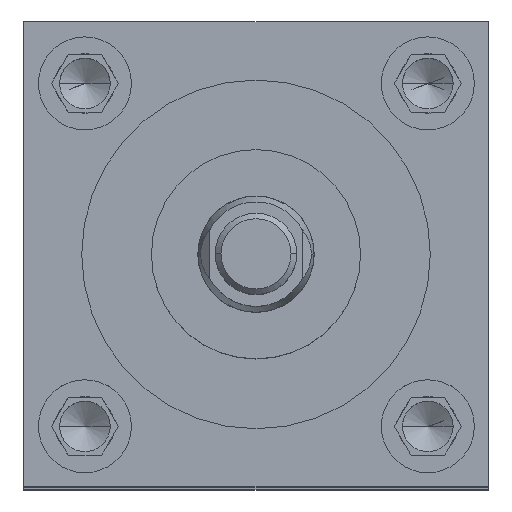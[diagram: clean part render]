
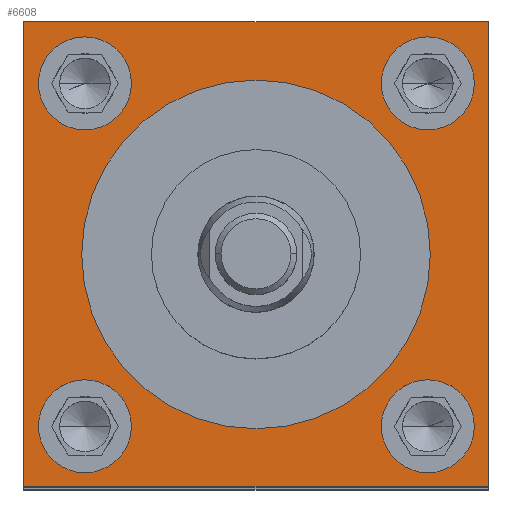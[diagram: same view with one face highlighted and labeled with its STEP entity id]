
A CAD part, top view. The second image highlights one B-rep face of the part: STEP entity #6608.
In plain terms, the highlighted planar face has unit normal (0, 0, 1).
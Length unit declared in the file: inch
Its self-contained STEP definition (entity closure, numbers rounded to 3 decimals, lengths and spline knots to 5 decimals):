
#64 = VERTEX_POINT ( 'NONE', #5023 ) ;
#129 = PLANE ( 'NONE',  #2508 ) ;
#153 = VERTEX_POINT ( 'NONE', #3571 ) ;
#157 = EDGE_CURVE ( 'NONE', #153, #64, #1184, .T. ) ;
#188 = EDGE_CURVE ( 'NONE', #6040, #6069, #823, .T. ) ;
#235 = DIRECTION ( 'NONE',  ( 0., 0., -1. ) ) ;
#337 = CARTESIAN_POINT ( 'NONE',  ( -1.17, -0.924, 9.625 ) ) ;
#345 = ORIENTED_EDGE ( 'NONE', *, *, #5158, .T. ) ;
#423 = ORIENTED_EDGE ( 'NONE', *, *, #4974, .F. ) ;
#439 = AXIS2_PLACEMENT_3D ( 'NONE', #579, #3177, #5454 ) ;
#452 = VECTOR ( 'NONE', #2278, 39.37008 ) ;
#483 = CARTESIAN_POINT ( 'NONE',  ( 0.924, -0.924, 9.625 ) ) ;
#488 = AXIS2_PLACEMENT_3D ( 'NONE', #5815, #4753, #923 ) ;
#501 = CARTESIAN_POINT ( 'NONE',  ( -1.25, 1.25, 9.625 ) ) ;
#530 = VERTEX_POINT ( 'NONE', #5134 ) ;
#579 = CARTESIAN_POINT ( 'NONE',  ( 0., 0., 9.625 ) ) ;
#629 = CARTESIAN_POINT ( 'NONE',  ( -1.25, -1.25, 9.625 ) ) ;
#689 = DIRECTION ( 'NONE',  ( 1., 0., 0. ) ) ;
#714 = DIRECTION ( 'NONE',  ( 0., 0., 1. ) ) ;
#724 = CARTESIAN_POINT ( 'NONE',  ( 0.924, 0.92, 9.625 ) ) ;
#767 = VERTEX_POINT ( 'NONE', #4448 ) ;
#797 = ORIENTED_EDGE ( 'NONE', *, *, #5583, .F. ) ;
#823 = LINE ( 'NONE', #1901, #5988 ) ;
#833 = CARTESIAN_POINT ( 'NONE',  ( -0.92, -0.924, 9.625 ) ) ;
#923 = DIRECTION ( 'NONE',  ( 1., 0., 0. ) ) ;
#1016 = CARTESIAN_POINT ( 'NONE',  ( 1.25, -1.25, 9.625 ) ) ;
#1098 = CARTESIAN_POINT ( 'NONE',  ( 1.174, 0.92, 9.625 ) ) ;
#1184 = CIRCLE ( 'NONE', #2439, 0.25 ) ;
#1259 = EDGE_CURVE ( 'NONE', #2131, #6040, #3226, .T. ) ;
#1306 = FACE_OUTER_BOUND ( 'NONE', #2360, .T. ) ;
#1325 = CARTESIAN_POINT ( 'NONE',  ( -0.92, 0.92, 9.625 ) ) ;
#1357 = CARTESIAN_POINT ( 'NONE',  ( 0., 0., 9.625 ) ) ;
#1529 = CIRCLE ( 'NONE', #3367, 0.25 ) ;
#1549 = LINE ( 'NONE', #1016, #2162 ) ;
#1554 = ORIENTED_EDGE ( 'NONE', *, *, #4961, .F. ) ;
#1693 = CIRCLE ( 'NONE', #4345, 0.25 ) ;
#1724 = VERTEX_POINT ( 'NONE', #1098 ) ;
#1885 = EDGE_CURVE ( 'NONE', #767, #1724, #1693, .T. ) ;
#1901 = CARTESIAN_POINT ( 'NONE',  ( -1.25, -1.25, 9.625 ) ) ;
#2007 = DIRECTION ( 'NONE',  ( 1., 0., 0. ) ) ;
#2131 = VERTEX_POINT ( 'NONE', #4821 ) ;
#2162 = VECTOR ( 'NONE', #3205, 39.37008 ) ;
#2177 = CARTESIAN_POINT ( 'NONE',  ( 1.174, -0.924, 9.625 ) ) ;
#2221 = ORIENTED_EDGE ( 'NONE', *, *, #157, .F. ) ;
#2270 = CARTESIAN_POINT ( 'NONE',  ( -1.25, 1.25, 9.625 ) ) ;
#2278 = DIRECTION ( 'NONE',  ( 0., -1., 0. ) ) ;
#2360 = EDGE_LOOP ( 'NONE', ( #5539, #5604, #4537, #345 ) ) ;
#2439 = AXIS2_PLACEMENT_3D ( 'NONE', #4719, #6805, #4682 ) ;
#2441 = CIRCLE ( 'NONE', #4282, 0.25 ) ;
#2508 = AXIS2_PLACEMENT_3D ( 'NONE', #2270, #235, #3976 ) ;
#2593 = ORIENTED_EDGE ( 'NONE', *, *, #4982, .F. ) ;
#2610 = EDGE_CURVE ( 'NONE', #5524, #530, #4083, .T. ) ;
#2651 = DIRECTION ( 'NONE',  ( -1., 0., 0. ) ) ;
#2876 = CARTESIAN_POINT ( 'NONE',  ( 0.924, -0.924, 9.625 ) ) ;
#2921 = CARTESIAN_POINT ( 'NONE',  ( -0.67, -0.924, 9.625 ) ) ;
#2997 = CARTESIAN_POINT ( 'NONE',  ( 1.25, 1.25, 9.625 ) ) ;
#3002 = DIRECTION ( 'NONE',  ( 0., 0., 1. ) ) ;
#3011 = DIRECTION ( 'NONE',  ( 1., 0., 0. ) ) ;
#3013 = AXIS2_PLACEMENT_3D ( 'NONE', #2876, #714, #3011 ) ;
#3017 = CIRCLE ( 'NONE', #4165, 0.25 ) ;
#3107 = CIRCLE ( 'NONE', #3331, 0.25 ) ;
#3123 = AXIS2_PLACEMENT_3D ( 'NONE', #1357, #6289, #4202 ) ;
#3177 = DIRECTION ( 'NONE',  ( 0., 0., 1. ) ) ;
#3205 = DIRECTION ( 'NONE',  ( 0., 1., 0. ) ) ;
#3208 = EDGE_CURVE ( 'NONE', #3728, #6643, #3107, .T. ) ;
#3226 = LINE ( 'NONE', #629, #452 ) ;
#3331 = AXIS2_PLACEMENT_3D ( 'NONE', #833, #3002, #5189 ) ;
#3367 = AXIS2_PLACEMENT_3D ( 'NONE', #6285, #6818, #6222 ) ;
#3519 = DIRECTION ( 'NONE',  ( 0., 0., 1. ) ) ;
#3570 = CIRCLE ( 'NONE', #3123, 0.9375 ) ;
#3571 = CARTESIAN_POINT ( 'NONE',  ( -0.67, 0.92, 9.625 ) ) ;
#3713 = CARTESIAN_POINT ( 'NONE',  ( 1.25, -1.25, 9.625 ) ) ;
#3728 = VERTEX_POINT ( 'NONE', #337 ) ;
#3790 = DIRECTION ( 'NONE',  ( 1., 0., 0. ) ) ;
#3976 = DIRECTION ( 'NONE',  ( -1., 0., 0. ) ) ;
#4083 = CIRCLE ( 'NONE', #439, 0.9375 ) ;
#4165 = AXIS2_PLACEMENT_3D ( 'NONE', #483, #6452, #3790 ) ;
#4177 = EDGE_CURVE ( 'NONE', #530, #5524, #3570, .T. ) ;
#4202 = DIRECTION ( 'NONE',  ( 1., 0., 0. ) ) ;
#4222 = ORIENTED_EDGE ( 'NONE', *, *, #6385, .F. ) ;
#4282 = AXIS2_PLACEMENT_3D ( 'NONE', #1325, #3519, #4635 ) ;
#4345 = AXIS2_PLACEMENT_3D ( 'NONE', #724, #4580, #689 ) ;
#4366 = CARTESIAN_POINT ( 'NONE',  ( 0.9375, 0., 9.625 ) ) ;
#4393 = EDGE_LOOP ( 'NONE', ( #423, #5288 ) ) ;
#4448 = CARTESIAN_POINT ( 'NONE',  ( 0.674, 0.92, 9.625 ) ) ;
#4537 = ORIENTED_EDGE ( 'NONE', *, *, #6910, .T. ) ;
#4550 = FACE_BOUND ( 'NONE', #6625, .T. ) ;
#4580 = DIRECTION ( 'NONE',  ( 0., 0., 1. ) ) ;
#4635 = DIRECTION ( 'NONE',  ( 1., 0., 0. ) ) ;
#4682 = DIRECTION ( 'NONE',  ( 1., 0., 0. ) ) ;
#4719 = CARTESIAN_POINT ( 'NONE',  ( -0.92, 0.92, 9.625 ) ) ;
#4753 = DIRECTION ( 'NONE',  ( 0., 0., 1. ) ) ;
#4821 = CARTESIAN_POINT ( 'NONE',  ( -1.25, 1.25, 9.625 ) ) ;
#4871 = VERTEX_POINT ( 'NONE', #2177 ) ;
#4936 = EDGE_LOOP ( 'NONE', ( #797, #1554 ) ) ;
#4961 = EDGE_CURVE ( 'NONE', #6347, #4871, #5531, .T. ) ;
#4974 = EDGE_CURVE ( 'NONE', #6643, #3728, #1529, .T. ) ;
#4977 = EDGE_LOOP ( 'NONE', ( #6350, #6170 ) ) ;
#4982 = EDGE_CURVE ( 'NONE', #64, #153, #2441, .T. ) ;
#5023 = CARTESIAN_POINT ( 'NONE',  ( -1.17, 0.92, 9.625 ) ) ;
#5081 = FACE_BOUND ( 'NONE', #4393, .T. ) ;
#5134 = CARTESIAN_POINT ( 'NONE',  ( -0.9375, 0., 9.625 ) ) ;
#5158 = EDGE_CURVE ( 'NONE', #6395, #2131, #5376, .T. ) ;
#5181 = CARTESIAN_POINT ( 'NONE',  ( 0.674, -0.924, 9.625 ) ) ;
#5189 = DIRECTION ( 'NONE',  ( 1., 0., 0. ) ) ;
#5288 = ORIENTED_EDGE ( 'NONE', *, *, #3208, .F. ) ;
#5376 = LINE ( 'NONE', #501, #6306 ) ;
#5454 = DIRECTION ( 'NONE',  ( 1., 0., 0. ) ) ;
#5481 = CIRCLE ( 'NONE', #488, 0.25 ) ;
#5524 = VERTEX_POINT ( 'NONE', #4366 ) ;
#5531 = CIRCLE ( 'NONE', #3013, 0.25 ) ;
#5539 = ORIENTED_EDGE ( 'NONE', *, *, #1259, .T. ) ;
#5583 = EDGE_CURVE ( 'NONE', #4871, #6347, #3017, .T. ) ;
#5604 = ORIENTED_EDGE ( 'NONE', *, *, #188, .T. ) ;
#5649 = FACE_BOUND ( 'NONE', #4977, .T. ) ;
#5784 = EDGE_LOOP ( 'NONE', ( #4222, #7025 ) ) ;
#5815 = CARTESIAN_POINT ( 'NONE',  ( 0.924, 0.92, 9.625 ) ) ;
#5847 = CARTESIAN_POINT ( 'NONE',  ( -1.25, -1.25, 9.625 ) ) ;
#5988 = VECTOR ( 'NONE', #2007, 39.37008 ) ;
#6040 = VERTEX_POINT ( 'NONE', #5847 ) ;
#6069 = VERTEX_POINT ( 'NONE', #3713 ) ;
#6170 = ORIENTED_EDGE ( 'NONE', *, *, #4177, .F. ) ;
#6198 = FACE_BOUND ( 'NONE', #5784, .T. ) ;
#6222 = DIRECTION ( 'NONE',  ( 1., 0., 0. ) ) ;
#6285 = CARTESIAN_POINT ( 'NONE',  ( -0.92, -0.924, 9.625 ) ) ;
#6289 = DIRECTION ( 'NONE',  ( 0., 0., 1. ) ) ;
#6306 = VECTOR ( 'NONE', #2651, 39.37008 ) ;
#6347 = VERTEX_POINT ( 'NONE', #5181 ) ;
#6350 = ORIENTED_EDGE ( 'NONE', *, *, #2610, .F. ) ;
#6385 = EDGE_CURVE ( 'NONE', #1724, #767, #5481, .T. ) ;
#6395 = VERTEX_POINT ( 'NONE', #2997 ) ;
#6452 = DIRECTION ( 'NONE',  ( 0., 0., 1. ) ) ;
#6608 = ADVANCED_FACE ( 'NONE', ( #6662, #6198, #5081, #4550, #5649, #1306 ), #129, .F. ) ;
#6625 = EDGE_LOOP ( 'NONE', ( #2221, #2593 ) ) ;
#6643 = VERTEX_POINT ( 'NONE', #2921 ) ;
#6662 = FACE_BOUND ( 'NONE', #4936, .T. ) ;
#6805 = DIRECTION ( 'NONE',  ( 0., 0., 1. ) ) ;
#6818 = DIRECTION ( 'NONE',  ( 0., 0., 1. ) ) ;
#6910 = EDGE_CURVE ( 'NONE', #6069, #6395, #1549, .T. ) ;
#7025 = ORIENTED_EDGE ( 'NONE', *, *, #1885, .F. ) ;
